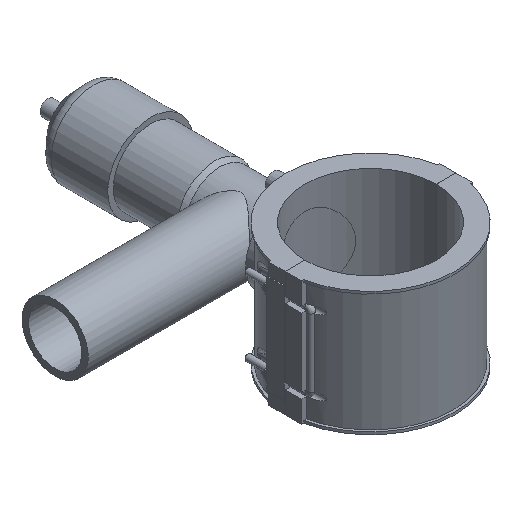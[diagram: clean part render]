
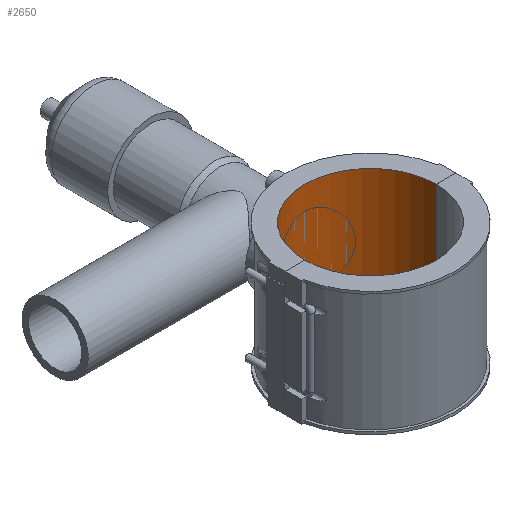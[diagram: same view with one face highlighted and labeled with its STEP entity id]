
A CAD part, isometric view. The second image highlights one B-rep face of the part: STEP entity #2650.
In plain terms, the highlighted cylindrical face has radius 62.5 mm (diameter 125 mm), a partial arc.
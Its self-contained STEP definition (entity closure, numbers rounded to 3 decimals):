
#349=FACE_OUTER_BOUND('',#542,.T.);
#542=EDGE_LOOP('',(#2331,#2332,#2333,#2334));
#754=LINE('',#4855,#981);
#782=LINE('',#5155,#1009);
#981=VECTOR('',#3354,118.);
#1009=VECTOR('',#3472,118.);
#1113=CIRCLE('',#2869,62.5);
#1114=CIRCLE('',#2871,62.5);
#1314=VERTEX_POINT('',#4852);
#1315=VERTEX_POINT('',#4854);
#1349=VERTEX_POINT('',#5152);
#1350=VERTEX_POINT('',#5154);
#1635=EDGE_CURVE('',#1315,#1314,#754,.T.);
#1690=EDGE_CURVE('',#1350,#1349,#782,.T.);
#1693=EDGE_CURVE('',#1315,#1349,#1113,.T.);
#1694=EDGE_CURVE('',#1350,#1314,#1114,.T.);
#2331=ORIENTED_EDGE('',*,*,#1690,.T.);
#2332=ORIENTED_EDGE('',*,*,#1693,.F.);
#2333=ORIENTED_EDGE('',*,*,#1635,.T.);
#2334=ORIENTED_EDGE('',*,*,#1694,.F.);
#2519=CYLINDRICAL_SURFACE('',#2872,62.5);
#2650=ADVANCED_FACE('',(#349),#2519,.F.);
#2869=AXIS2_PLACEMENT_3D('',#5160,#3477,#3478);
#2871=AXIS2_PLACEMENT_3D('',#5162,#3481,#3482);
#2872=AXIS2_PLACEMENT_3D('',#5164,#3484,#3485);
#3354=DIRECTION('',(0.,0.,-1.));
#3472=DIRECTION('',(0.,0.,1.));
#3477=DIRECTION('center_axis',(0.,0.,-1.));
#3478=DIRECTION('ref_axis',(-1.,0.,0.));
#3481=DIRECTION('center_axis',(0.,0.,1.));
#3482=DIRECTION('ref_axis',(-1.,0.,0.));
#3484=DIRECTION('center_axis',(0.,0.,1.));
#3485=DIRECTION('ref_axis',(-1.,0.,0.));
#4852=CARTESIAN_POINT('',(-62.5,0.05,-59.));
#4854=CARTESIAN_POINT('',(-62.5,0.05,59.));
#4855=CARTESIAN_POINT('',(-62.5,0.05,0.));
#5152=CARTESIAN_POINT('',(62.5,0.05,59.));
#5154=CARTESIAN_POINT('',(62.5,0.05,-59.));
#5155=CARTESIAN_POINT('',(62.5,0.05,0.));
#5160=CARTESIAN_POINT('Origin',(0.,0.,59.));
#5162=CARTESIAN_POINT('Origin',(0.,0.,-59.));
#5164=CARTESIAN_POINT('Origin',(0.,0.,0.));
